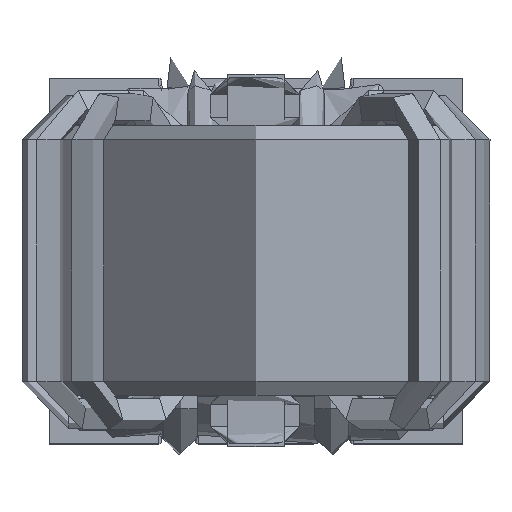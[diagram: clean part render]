
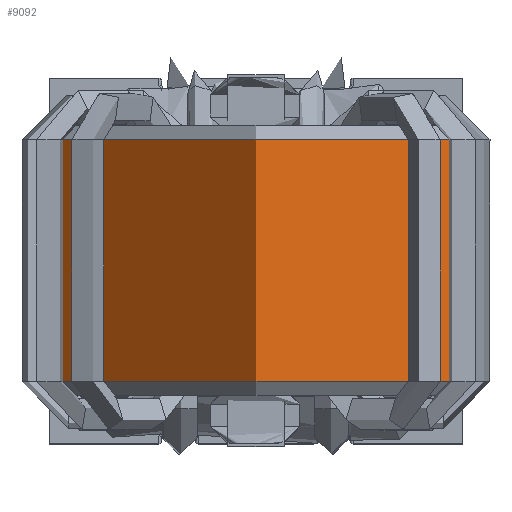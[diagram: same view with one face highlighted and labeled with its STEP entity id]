
A CAD part, top view. The second image highlights one B-rep face of the part: STEP entity #9092.
In plain terms, the highlighted cylindrical face has radius 7.15 mm (diameter 14.3 mm), a full revolution.
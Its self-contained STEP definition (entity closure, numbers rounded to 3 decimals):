
#356=CYLINDRICAL_SURFACE('',#9690,7.15);
#1962=ORIENTED_EDGE('',*,*,#3358,.T.);
#1963=ORIENTED_EDGE('',*,*,#3359,.T.);
#3358=EDGE_CURVE('',#4111,#4111,#4625,.F.);
#3359=EDGE_CURVE('',#4112,#4112,#4626,.T.);
#4111=VERTEX_POINT('',#14843);
#4112=VERTEX_POINT('',#14845);
#4625=CIRCLE('',#9691,7.15);
#4626=CIRCLE('',#9692,7.15);
#4970=EDGE_LOOP('',(#1962));
#4971=EDGE_LOOP('',(#1963));
#5545=FACE_BOUND('',#4970,.T.);
#5546=FACE_BOUND('',#4971,.T.);
#9092=ADVANCED_FACE('',(#5545,#5546),#356,.T.);
#9690=AXIS2_PLACEMENT_3D('',#14841,#10717,#10718);
#9691=AXIS2_PLACEMENT_3D('',#14842,#10719,#10720);
#9692=AXIS2_PLACEMENT_3D('',#14844,#10721,#10722);
#10717=DIRECTION('',(0.,1.,0.));
#10718=DIRECTION('',(0.,0.,1.));
#10719=DIRECTION('',(0.,1.,0.));
#10720=DIRECTION('',(0.,0.,1.));
#10721=DIRECTION('',(0.,1.,0.));
#10722=DIRECTION('',(0.,0.,1.));
#14841=CARTESIAN_POINT('',(0.,-4.8,7.85));
#14842=CARTESIAN_POINT('',(0.,4.3,7.85));
#14843=CARTESIAN_POINT('',(0.,4.3,15.));
#14844=CARTESIAN_POINT('',(0.,-4.3,7.85));
#14845=CARTESIAN_POINT('',(0.,-4.3,15.));
